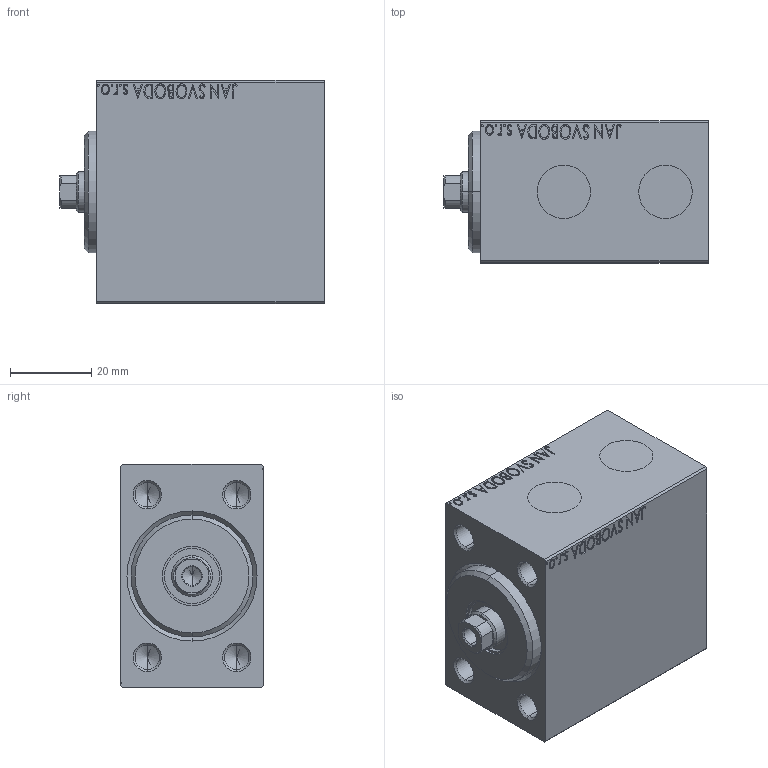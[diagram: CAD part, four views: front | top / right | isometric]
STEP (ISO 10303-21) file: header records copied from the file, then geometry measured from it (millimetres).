
FILE_DESCRIPTION (( 'STEP AP203' ), '1' );
FILE_NAME ('e370.STEP', '2021-11-02T04:49:15', ( '' ), ( '' ), 'SwSTEP 2.0', 'SolidWorks 2019', '' );
FILE_SCHEMA (( 'CONFIG_CONTROL_DESIGN' ));
Length unit declared in the file: millimetre
Products named in the file (4): V450CM_VC_B 762d0f5aecc5c8c07b4a7aa64dcbc38e; e370; V450CM_B_VCP 762d0f5aecc5c8c07b4a7aa64dcbc38e; V450CM_B 762d0f5aecc5c8c07b4a7aa64dcbc38e
Assembly tree (3 placements, depth 2):
  e370
    V450CM_B 762d0f5aecc5c8c07b4a7aa64dcbc38e
    V450CM_B_VCP 762d0f5aecc5c8c07b4a7aa64dcbc38e
    V450CM_VC_B 762d0f5aecc5c8c07b4a7aa64dcbc38e
Bounding box: 65 x 35 x 55 mm (x, y, z)
Volume: 102590.8 mm3; surface area: 26521 mm2
Topology: 3 solids, 3 shells, 877 faces, 2247 edges, 1471 vertices
Faces by surface type: plane 401, bspline 380, cylinder 50, cone 46
Entity records: 44229 total; most frequent: CARTESIAN_POINT 25151, ORIENTED_EDGE 4458, DIRECTION 2589, EDGE_CURVE 2229, VERTEX_POINT 1471, VECTOR 1327, LINE 1327, EDGE_LOOP 992
